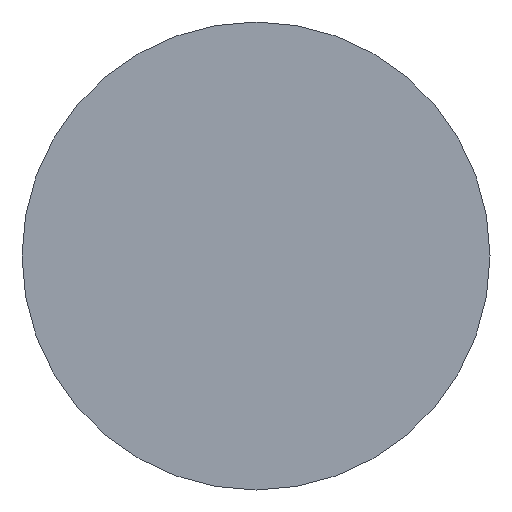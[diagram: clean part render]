
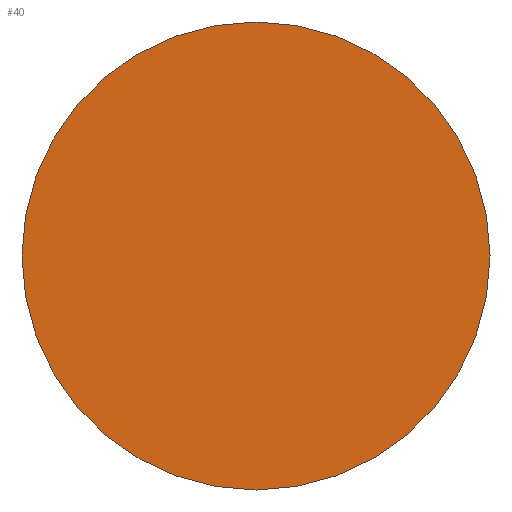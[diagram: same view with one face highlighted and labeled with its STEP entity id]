
A CAD part, front view. The second image highlights one B-rep face of the part: STEP entity #40.
In plain terms, the highlighted planar face has unit normal (0, -1, 0).
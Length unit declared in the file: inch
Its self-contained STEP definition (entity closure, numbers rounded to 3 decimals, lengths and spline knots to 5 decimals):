
#18=PLANE('',#47);
#22=FACE_OUTER_BOUND('',#26,.T.);
#26=EDGE_LOOP('',(#36));
#28=CIRCLE('',#45,1.96);
#30=VERTEX_POINT('',#64);
#32=EDGE_CURVE('',#30,#30,#28,.T.);
#36=ORIENTED_EDGE('',*,*,#32,.F.);
#40=ADVANCED_FACE('',(#22),#18,.F.);
#45=AXIS2_PLACEMENT_3D('',#65,#54,#55);
#47=AXIS2_PLACEMENT_3D('',#67,#58,#59);
#54=DIRECTION('center_axis',(0.,1.,0.));
#55=DIRECTION('ref_axis',(0.,0.,1.));
#58=DIRECTION('center_axis',(0.,1.,0.));
#59=DIRECTION('ref_axis',(0.,0.,1.));
#64=CARTESIAN_POINT('',(0.,0.,-1.96));
#65=CARTESIAN_POINT('Origin',(0.,0.,0.));
#67=CARTESIAN_POINT('Origin',(0.,0.,0.));
